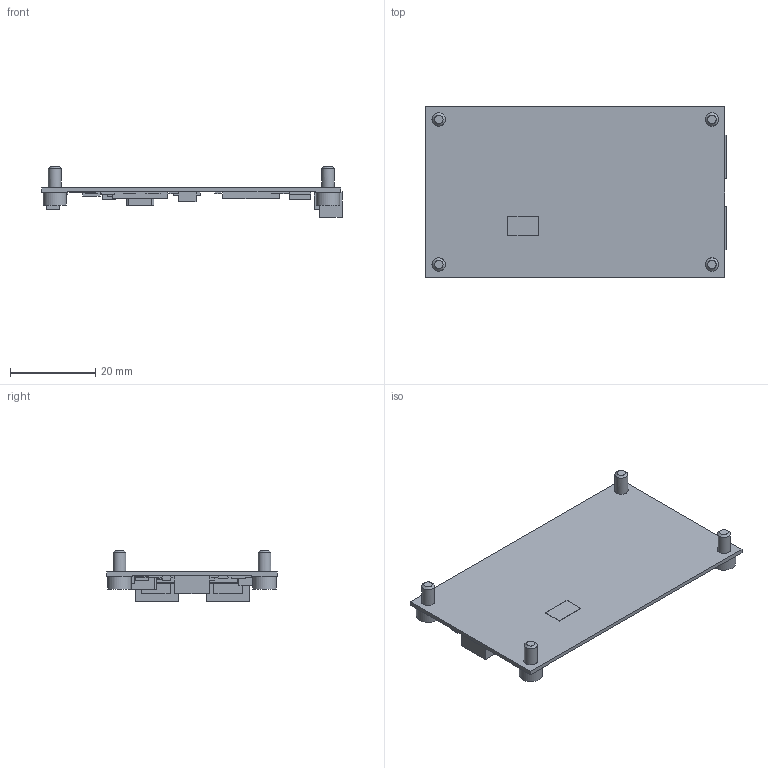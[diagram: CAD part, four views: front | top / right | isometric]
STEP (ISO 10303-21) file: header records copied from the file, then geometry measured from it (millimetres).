
FILE_DESCRIPTION( ( '' ), ' ' );
FILE_NAME( '5858eb77112be6126affa6ed.step', '2016-12-20T08:27:37', ( '' ), ( '' ), ' ', ' ', ' ' );
FILE_SCHEMA( ( 'AUTOMOTIVE_DESIGN { 1 0 10303 214 1 1 1 1 }' ) );
Length unit declared in the file: metre
Products named in the file (1): Electronics Board
Bounding box: 70.31 x 40 x 11.9 mm (x, y, z)
Volume: 5295.6 mm3; surface area: 7743.8 mm2
Topology: 1 solids, 1 shells, 436 faces, 1062 edges, 708 vertices
Faces by surface type: plane 416, cylinder 16, cone 4
Full cylindrical faces by diameter (mm): 3 x4, 3.2 x4, 5.5 x4
Entity records: 15894 total; most frequent: CARTESIAN_POINT 2175, ORIENTED_EDGE 2076, DIRECTION 1948, EDGE_CURVE 1038, LINE 1002, VECTOR 1002, VERTEX_POINT 700, EDGE_LOOP 532
